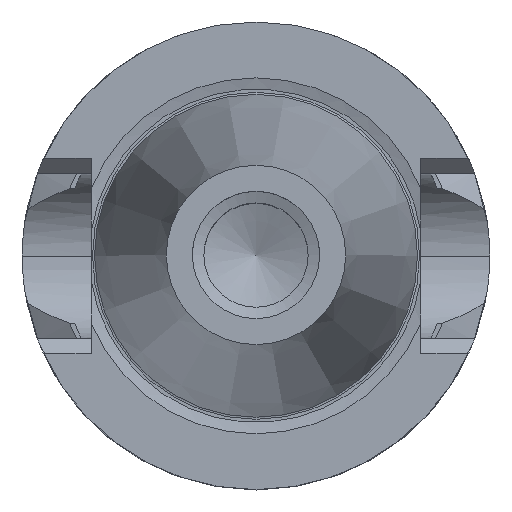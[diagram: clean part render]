
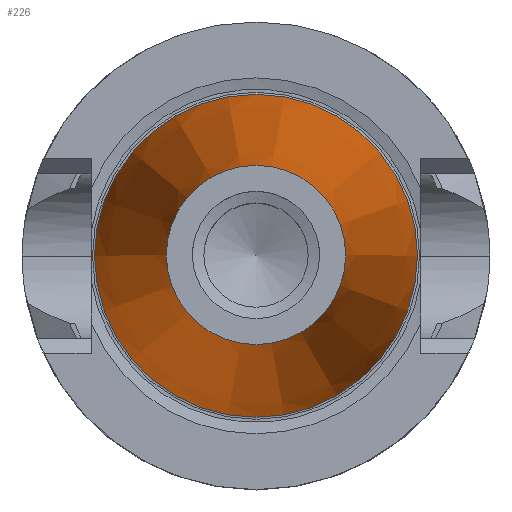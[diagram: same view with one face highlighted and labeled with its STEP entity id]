
A CAD part, top view. The second image highlights one B-rep face of the part: STEP entity #226.
In plain terms, the highlighted conical face has half-angle 8.298 degrees and reference radius 8.816 mm.
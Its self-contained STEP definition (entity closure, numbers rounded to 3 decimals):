
#210=CONICAL_SURFACE('',#925,8.816,8.298);
#226=ADVANCED_FACE('',(#300,#301),#210,.T.);
#300=FACE_BOUND('',#344,.T.);
#301=FACE_BOUND('',#345,.T.);
#344=EDGE_LOOP('',(#420));
#345=EDGE_LOOP('',(#421));
#420=ORIENTED_EDGE('',*,*,#737,.T.);
#421=ORIENTED_EDGE('',*,*,#735,.F.);
#649=VERTEX_POINT('',#1291);
#651=VERTEX_POINT('',#1297);
#735=EDGE_CURVE('',#649,#649,#852,.T.);
#737=EDGE_CURVE('',#651,#651,#854,.T.);
#852=CIRCLE('',#919,15.875);
#854=CIRCLE('',#923,8.816);
#919=AXIS2_PLACEMENT_3D('',#1290,#1035,#1036);
#923=AXIS2_PLACEMENT_3D('',#1296,#1043,#1044);
#925=AXIS2_PLACEMENT_3D('',#1299,#1047,#1048);
#1035=DIRECTION('',(0.,0.,-1.));
#1036=DIRECTION('',(-1.,0.,0.));
#1043=DIRECTION('',(0.,0.,-1.));
#1044=DIRECTION('',(-1.,0.,0.));
#1047=DIRECTION('',(0.,0.,-1.));
#1048=DIRECTION('',(-1.,0.,0.));
#1290=CARTESIAN_POINT('',(0.,0.,0.));
#1291=CARTESIAN_POINT('',(-15.875,0.,0.));
#1296=CARTESIAN_POINT('',(0.,0.,48.4));
#1297=CARTESIAN_POINT('',(-8.816,0.,48.4));
#1299=CARTESIAN_POINT('',(0.,0.,48.4));
